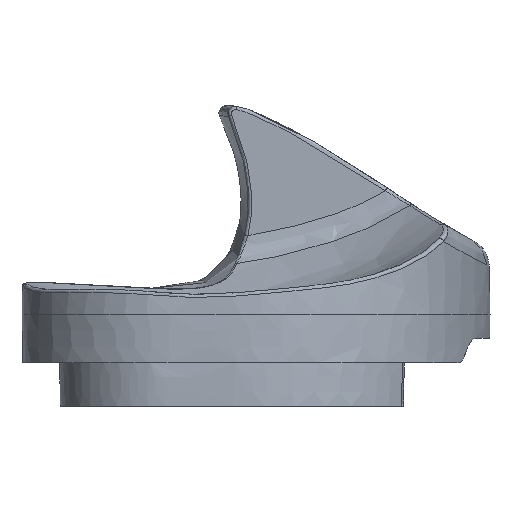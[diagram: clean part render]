
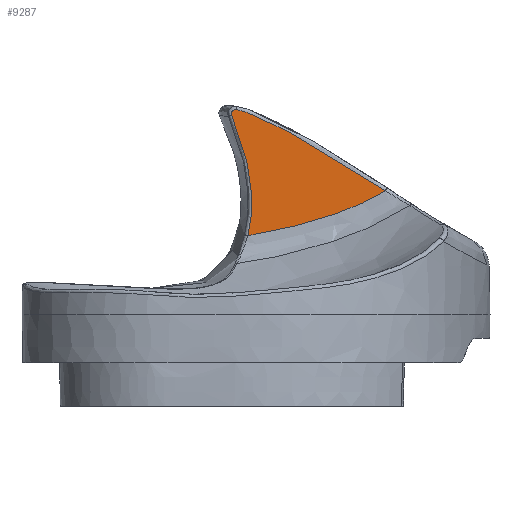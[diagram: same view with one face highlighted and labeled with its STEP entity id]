
A CAD part, left-side view. The second image highlights one B-rep face of the part: STEP entity #9287.
In plain terms, the highlighted planar face has unit normal (-1, 0, 0).
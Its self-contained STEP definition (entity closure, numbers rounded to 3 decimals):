
#2520=CARTESIAN_POINT('',(-8.1,0.482,
14.914));
#2521=CARTESIAN_POINT('',(-8.1,0.265,
14.946));
#2522=CARTESIAN_POINT('',(-8.1,-0.184,
15.017));
#2523=CARTESIAN_POINT('',(-8.1,-0.903,
15.145));
#2524=CARTESIAN_POINT('',(-8.1,-1.67,
15.296));
#2525=CARTESIAN_POINT('',(-8.1,-2.488,
15.473));
#2526=CARTESIAN_POINT('',(-8.1,-3.361,
15.678));
#2527=CARTESIAN_POINT('',(-8.1,-4.297,
15.918));
#2528=CARTESIAN_POINT('',(-8.1,-5.301,
16.199));
#2529=CARTESIAN_POINT('',(-8.1,-6.378,
16.531));
#2530=CARTESIAN_POINT('',(-8.1,-7.528,
16.931));
#2531=CARTESIAN_POINT('',(-8.1,-8.75,
17.421));
#2532=CARTESIAN_POINT('',(-8.1,-10.044,
18.027));
#2533=CARTESIAN_POINT('',(-8.1,-10.962,
18.525));
#2534=CARTESIAN_POINT('',(-8.1,-11.432,
18.799));
#2553=CARTESIAN_POINT('',(-8.1,0.482,
14.914));
#2572=CARTESIAN_POINT('',(-8.1,1.883,25.363));
#2573=CARTESIAN_POINT('',(-8.1,1.535,24.491));
#2574=CARTESIAN_POINT('',(-8.1,0.926,
22.82));
#2575=CARTESIAN_POINT('',(-8.1,0.35,
20.491));
#2576=CARTESIAN_POINT('',(-8.1,0.122,
18.384));
#2577=CARTESIAN_POINT('',(-8.1,0.164,
16.527));
#2578=CARTESIAN_POINT('',(-8.1,0.352,
15.428));
#2579=CARTESIAN_POINT('',(-8.1,0.482,
14.914));
#2595=CARTESIAN_POINT('',(-8.1,1.493,25.834));
#2596=CARTESIAN_POINT('',(-8.1,1.512,25.837));
#2597=CARTESIAN_POINT('',(-8.1,1.55,25.841));
#2598=CARTESIAN_POINT('',(-8.1,1.616,25.836));
#2599=CARTESIAN_POINT('',(-8.1,1.684,25.817));
#2600=CARTESIAN_POINT('',(-8.1,1.75,25.783));
#2601=CARTESIAN_POINT('',(-8.1,1.809,25.736));
#2602=CARTESIAN_POINT('',(-8.1,1.856,25.677));
#2603=CARTESIAN_POINT('',(-8.1,1.889,25.609));
#2604=CARTESIAN_POINT('',(-8.1,1.906,25.54));
#2605=CARTESIAN_POINT('',(-8.1,1.909,25.473));
#2606=CARTESIAN_POINT('',(-8.1,1.9,25.412));
#2607=CARTESIAN_POINT('',(-8.1,1.889,25.379));
#2608=CARTESIAN_POINT('',(-8.1,1.883,25.363));
#2630=CARTESIAN_POINT('',(-8.1,-11.432,
18.799));
#2631=CARTESIAN_POINT('',(-8.1,-11.078,
19.033));
#2632=CARTESIAN_POINT('',(-8.1,-10.396,
19.483));
#2633=CARTESIAN_POINT('',(-8.1,-9.45,
20.103));
#2634=CARTESIAN_POINT('',(-8.1,-8.571,
20.67));
#2635=CARTESIAN_POINT('',(-8.1,-7.755,
21.188));
#2636=CARTESIAN_POINT('',(-8.1,-6.995,
21.66));
#2637=CARTESIAN_POINT('',(-8.1,-6.29,
22.088));
#2638=CARTESIAN_POINT('',(-8.1,-5.636,
22.477));
#2639=CARTESIAN_POINT('',(-8.1,-5.028,
22.829));
#2640=CARTESIAN_POINT('',(-8.1,-4.464,
23.148));
#2641=CARTESIAN_POINT('',(-8.1,-3.939,
23.437));
#2642=CARTESIAN_POINT('',(-8.1,-3.447,
23.7));
#2643=CARTESIAN_POINT('',(-8.1,-2.986,23.941));
#2644=CARTESIAN_POINT('',(-8.1,-2.557,24.158));
#2645=CARTESIAN_POINT('',(-8.1,-2.16,24.354));
#2646=CARTESIAN_POINT('',(-8.1,-1.791,24.532));
#2647=CARTESIAN_POINT('',(-8.1,-1.446,24.694));
#2648=CARTESIAN_POINT('',(-8.1,-1.127,24.84));
#2649=CARTESIAN_POINT('',(-8.1,-0.84,24.969));
#2650=CARTESIAN_POINT('',(-8.1,-0.562,25.092));
#2651=CARTESIAN_POINT('',(-8.1,-0.279,
25.218));
#2652=CARTESIAN_POINT('',(-8.1,0.013,
25.348));
#2653=CARTESIAN_POINT('',(-8.1,0.323,
25.486));
#2654=CARTESIAN_POINT('',(-8.1,0.594,
25.596));
#2655=CARTESIAN_POINT('',(-8.1,0.854,
25.686));
#2656=CARTESIAN_POINT('',(-8.1,1.149,25.768));
#2657=CARTESIAN_POINT('',(-8.1,1.374,25.815));
#2658=CARTESIAN_POINT('',(-8.1,1.493,25.834));
#3699=VERTEX_POINT('',#2553);
#3701=VERTEX_POINT('',#2572);
#3703=VERTEX_POINT('',#2595);
#3705=VERTEX_POINT('',#2630);
#9274=CARTESIAN_POINT('',(-8.1,21.72,29.55));
#9275=DIRECTION('',(1.,0.,0.));
#9276=DIRECTION('',(0.,0.,-1.));
#9277=AXIS2_PLACEMENT_3D('',#9274,#9275,#9276);
#9278=PLANE('',#9277);
#9279=ORIENTED_EDGE('',*,*,#9265,.F.);
#9281=ORIENTED_EDGE('',*,*,#9280,.F.);
#9283=ORIENTED_EDGE('',*,*,#9282,.F.);
#9284=ORIENTED_EDGE('',*,*,#9190,.F.);
#9285=EDGE_LOOP('',(#9279,#9281,#9283,#9284));
#9286=FACE_OUTER_BOUND('',#9285,.F.);
#9287=ADVANCED_FACE('',(#9286),#9278,.F.);
#2535=B_SPLINE_CURVE_WITH_KNOTS('',3,(#2520,#2521,#2522,#2523,#2524,#2525,#2526,
#2527,#2528,#2529,#2530,#2531,#2532,#2533,#2534),.UNSPECIFIED.,.F.,.F.,(4,1,1,1,
1,1,1,1,1,1,1,1,4),(0.,0.083,0.167,0.25,
0.333,0.417,0.5,0.583,0.667,
0.75,0.833,0.917,1.),.UNSPECIFIED.);
#2580=B_SPLINE_CURVE_WITH_KNOTS('',3,(#2572,#2573,#2574,#2575,#2576,#2577,#2578,
#2579),.UNSPECIFIED.,.F.,.F.,(4,1,1,1,1,4),(0.,0.2,0.4,0.6,0.8,1.),
.UNSPECIFIED.);
#2609=B_SPLINE_CURVE_WITH_KNOTS('',3,(#2595,#2596,#2597,#2598,#2599,#2600,#2601,
#2602,#2603,#2604,#2605,#2606,#2607,#2608),.UNSPECIFIED.,.F.,.F.,(4,1,1,1,1,1,1,
1,1,1,1,4),(0.,0.091,0.182,0.273,
0.364,0.455,0.545,0.636,
0.727,0.818,0.909,1.),.UNSPECIFIED.);
#2659=B_SPLINE_CURVE_WITH_KNOTS('',3,(#2630,#2631,#2632,#2633,#2634,#2635,#2636,
#2637,#2638,#2639,#2640,#2641,#2642,#2643,#2644,#2645,#2646,#2647,#2648,#2649,
#2650,#2651,#2652,#2653,#2654,#2655,#2656,#2657,#2658),.UNSPECIFIED.,.F.,.F.,(4,
1,1,1,1,1,1,1,1,1,1,1,1,1,1,1,1,1,1,1,1,1,1,1,1,1,4),(0.,0.038,
0.077,0.115,0.154,0.192,
0.231,0.269,0.308,0.346,
0.385,0.423,0.462,0.5,0.538,
0.577,0.615,0.654,0.692,
0.731,0.769,0.808,0.846,
0.885,0.923,0.962,1.),.UNSPECIFIED.);
#9190=EDGE_CURVE('',#3699,#3705,#2535,.T.);
#9265=EDGE_CURVE('',#3701,#3699,#2580,.T.);
#9280=EDGE_CURVE('',#3703,#3701,#2609,.T.);
#9282=EDGE_CURVE('',#3705,#3703,#2659,.T.);
